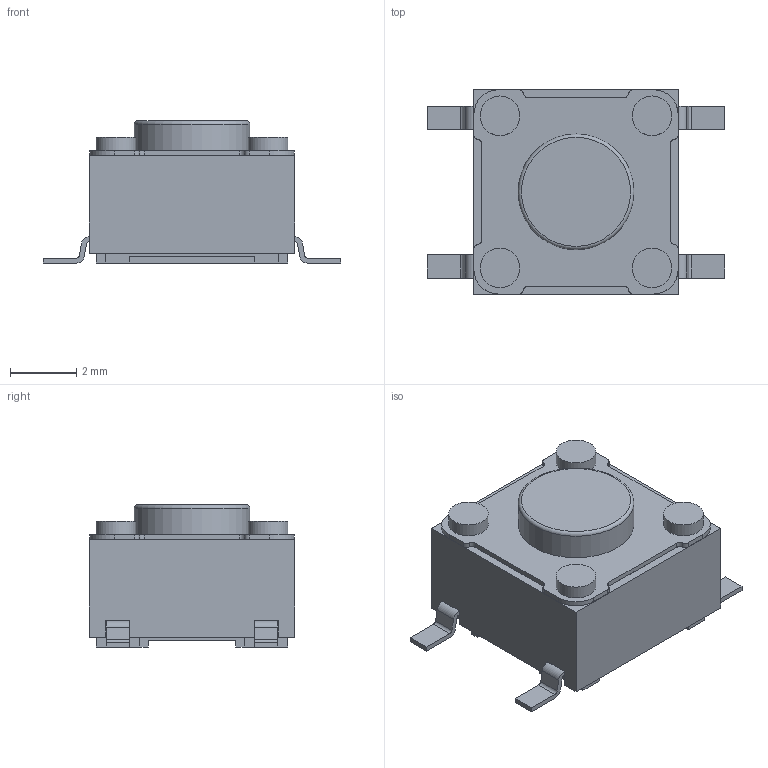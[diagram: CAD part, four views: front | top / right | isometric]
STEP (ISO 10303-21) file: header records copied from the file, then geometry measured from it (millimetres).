
FILE_DESCRIPTION(/* description */ (''),/* implementation_level */ '2;1');
FILE_NAME(/* name */ 'Tact Switch SMD 6x6mm.step',/* time_stamp */ '2022-07-12T16:08:48+02:00',/* author */ (''),/* organization */ (''),/* preprocessor_version */ 'ST-DEVELOPER v19',/* originating_system */ 'Autodesk Translation Framework v11.7.0.108',/* authorisation */ '');
FILE_SCHEMA (('AUTOMOTIVE_DESIGN { 1 0 10303 214 3 1 1 }'));
Length unit declared in the file: millimetre
Products named in the file (1): Tact Switch SMD 6x6mm
Bounding box: 9 x 6.2 x 4.3 mm (x, y, z)
Volume: 3.1 mm3; surface area: 216.9 mm2
Topology: 1 solids, 11 shells, 149 faces, 441 edges, 302 vertices
Faces by surface type: plane 102, cylinder 46, torus 1
Full cylindrical faces by diameter (mm): 1.2 x8, 3.5 x2
Entity records: 5654 total; most frequent: CARTESIAN_POINT 1541, DIRECTION 834, ORIENTED_EDGE 804, EDGE_CURVE 441, LINE 346, VECTOR 346, VERTEX_POINT 302, AXIS2_PLACEMENT_3D 244
